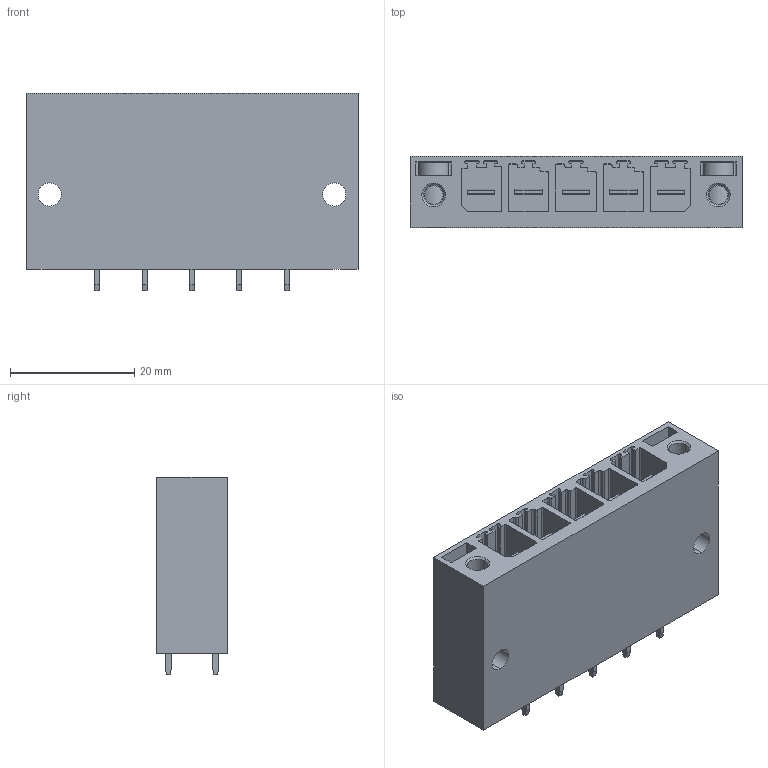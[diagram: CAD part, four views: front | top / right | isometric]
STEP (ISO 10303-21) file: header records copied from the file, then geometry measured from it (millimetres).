
FILE_DESCRIPTION(('CATIA V5 STEP Exchange','CAx-IF Rec.Pracs.--- Model Styling and Organization---1.2---2011-12-15'),'2;1');
FILE_NAME ('D1459423_0_1930850000_1930850000.stp','2018-11-29T03:09:40+00:00',('none'),('Weidmueller'),'CATIA Version 5-6 Release 2014','CATIA V5 STEP AP214','none');
FILE_SCHEMA(('AUTOMOTIVE_DESIGN { 1 0 10303 214 1 1 1 1 }'));
Length unit declared in the file: millimetre
Products named in the file (1): 1930850000
Bounding box: 53.34 x 11.4 x 31.8 mm (x, y, z)
Volume: 11985.6 mm3; surface area: 11878 mm2
Topology: 8 solids, 8 shells, 459 faces, 1303 edges, 864 vertices
Faces by surface type: plane 373, cylinder 82, cone 4
Entity records: 12109 total; most frequent: ORIENTED_EDGE 2606, CARTESIAN_POINT 2003, DIRECTION 1488, EDGE_CURVE 1098, VECTOR 940, LINE 940, VERTEX_POINT 709, EDGE_LOOP 499
